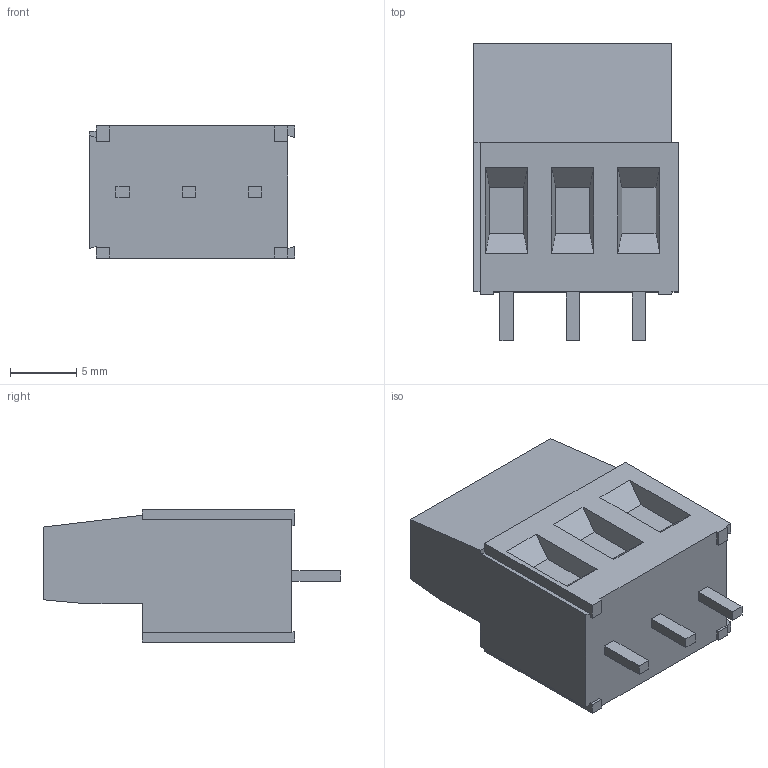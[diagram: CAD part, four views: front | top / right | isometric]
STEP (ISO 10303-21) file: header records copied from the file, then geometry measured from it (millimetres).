
FILE_DESCRIPTION((''),'2;1');
FILE_NAME('C-282856-3','2022-09-28T05:16:08',('workeradm'),('TE Connectivity Ltd.'),'CREO PARAMETRIC BY PTC INC, 2021072','CREO PARAMETRIC BY PTC INC, 2021072','');
FILE_SCHEMA(('AUTOMOTIVE_DESIGN { 1 0 10303 214 1 1 1 1 }'));
Length unit declared in the file: millimetre
Products named in the file (1): C-282856-3
Bounding box: 15.5 x 22.5 x 10 mm (x, y, z)
Volume: 2274 mm3; surface area: 1383.7 mm2
Topology: 1 solids, 1 shells, 124 faces, 294 edges, 197 vertices
Faces by surface type: plane 106, bspline 12, cylinder 6
Entity records: 4004 total; most frequent: CARTESIAN_POINT 956, ORIENTED_EDGE 586, DIRECTION 557, EDGE_CURVE 293, VECTOR 233, LINE 233, VERTEX_POINT 195, AXIS2_PLACEMENT_3D 162
